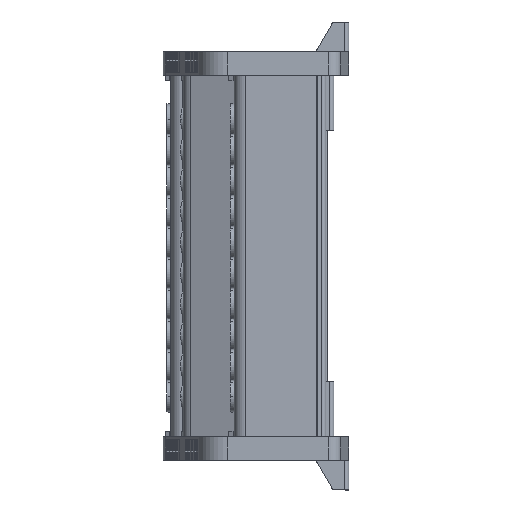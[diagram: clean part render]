
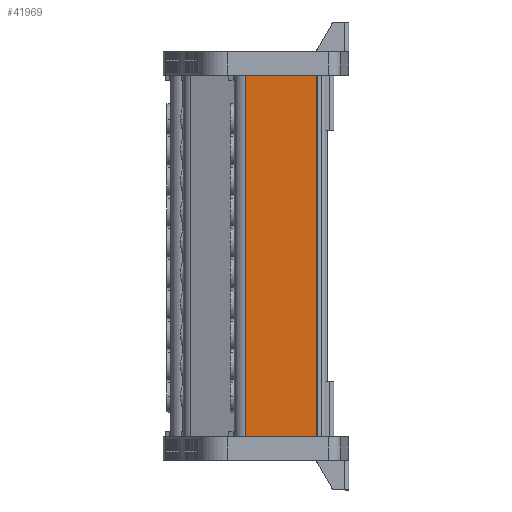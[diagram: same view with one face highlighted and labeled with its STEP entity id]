
A CAD part, left-side view. The second image highlights one B-rep face of the part: STEP entity #41969.
In plain terms, the highlighted planar face has unit normal (-1, 0.018, 0).
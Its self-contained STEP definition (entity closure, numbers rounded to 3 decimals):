
#1563 = DIRECTION ( 'NONE',  ( 1., -0.017, 0. ) ) ;
#1567 = PLANE ( 'NONE',  #43744 ) ;
#1569 = FACE_OUTER_BOUND ( 'NONE', #49132, .T. ) ;
#1605 = CARTESIAN_POINT ( 'NONE',  ( -328., 217.129, 7.795 ) ) ;
#1625 = DIRECTION ( 'NONE',  ( 0.017, 1., 0. ) ) ;
#8884 = LINE ( 'NONE', #8891, #72873 ) ;
#8889 = DIRECTION ( 'NONE',  ( 0., 0., -1. ) ) ;
#8891 = CARTESIAN_POINT ( 'NONE',  ( -328.4, 194.182, 7.795 ) ) ;
#9753 = CARTESIAN_POINT ( 'NONE',  ( -328., 217.129, 100.311 ) ) ;
#9765 = LINE ( 'NONE', #9753, #73121 ) ;
#9785 = DIRECTION ( 'NONE',  ( -0.017, -1., 0. ) ) ;
#12360 = CARTESIAN_POINT ( 'NONE',  ( -328., 217.129, 8.813 ) ) ;
#12421 = LINE ( 'NONE', #12360, #15463 ) ;
#12451 = DIRECTION ( 'NONE',  ( -0.017, -1., 0. ) ) ;
#12836 = CARTESIAN_POINT ( 'NONE',  ( -328.069, 213.132, 7.795 ) ) ;
#12877 = LINE ( 'NONE', #12836, #15530 ) ;
#12914 = DIRECTION ( 'NONE',  ( 0., 0., 1. ) ) ;
#15463 = VECTOR ( 'NONE', #12451, 1000. ) ;
#15530 = VECTOR ( 'NONE', #12914, 1000. ) ;
#33547 = ORIENTED_EDGE ( 'NONE', *, *, #45145, .T. ) ;
#33579 = ORIENTED_EDGE ( 'NONE', *, *, #43967, .F. ) ;
#33595 = ORIENTED_EDGE ( 'NONE', *, *, #43692, .F. ) ;
#33597 = ORIENTED_EDGE ( 'NONE', *, *, #45339, .F. ) ;
#35869 = CARTESIAN_POINT ( 'NONE',  ( -328.4, 194.182, 8.813 ) ) ;
#35999 = CARTESIAN_POINT ( 'NONE',  ( -328.4, 194.182, 100.311 ) ) ;
#38092 = CARTESIAN_POINT ( 'NONE',  ( -328.069, 213.132, 8.813 ) ) ;
#40744 = CARTESIAN_POINT ( 'NONE',  ( -328.069, 213.132, 100.311 ) ) ;
#41969 = ADVANCED_FACE ( 'NONE', ( #1569 ), #1567, .F. ) ;
#43692 = EDGE_CURVE ( 'NONE', #57643, #57574, #8884, .T. ) ;
#43744 = AXIS2_PLACEMENT_3D ( 'NONE', #1605, #1563, #1625 ) ;
#43967 = EDGE_CURVE ( 'NONE', #57798, #57643, #9765, .T. ) ;
#45145 = EDGE_CURVE ( 'NONE', #55787, #57574, #12421, .T. ) ;
#45339 = EDGE_CURVE ( 'NONE', #55787, #57798, #12877, .T. ) ;
#49132 = EDGE_LOOP ( 'NONE', ( #33595, #33579, #33597, #33547 ) ) ;
#55787 = VERTEX_POINT ( 'NONE', #38092 ) ;
#57574 = VERTEX_POINT ( 'NONE', #35869 ) ;
#57643 = VERTEX_POINT ( 'NONE', #35999 ) ;
#57798 = VERTEX_POINT ( 'NONE', #40744 ) ;
#72873 = VECTOR ( 'NONE', #8889, 1000. ) ;
#73121 = VECTOR ( 'NONE', #9785, 1000. ) ;
